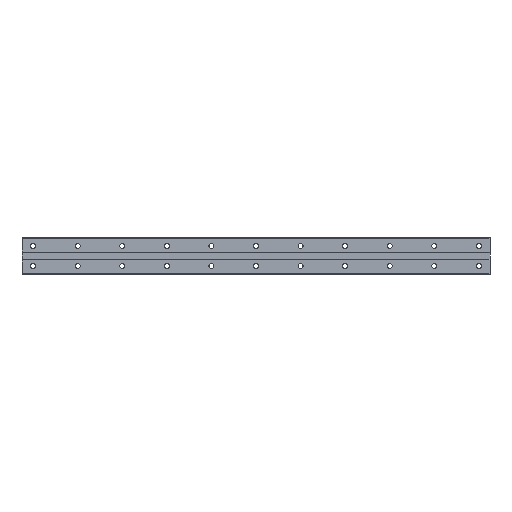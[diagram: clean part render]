
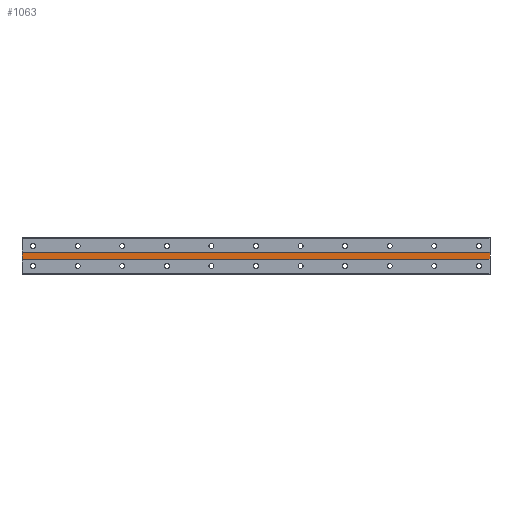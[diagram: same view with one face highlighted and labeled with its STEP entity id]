
A CAD part, front view. The second image highlights one B-rep face of the part: STEP entity #1063.
In plain terms, the highlighted planar face has unit normal (0, -1, 0).
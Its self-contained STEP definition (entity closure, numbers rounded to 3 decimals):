
#119 = VECTOR ( 'NONE', #3469, 1000. ) ;
#134 = EDGE_LOOP ( 'NONE', ( #2821, #4147, #3973, #2034 ) ) ;
#225 = EDGE_CURVE ( 'NONE', #2979, #2188, #1975, .T. ) ;
#235 = VERTEX_POINT ( 'NONE', #2361 ) ;
#269 = AXIS2_PLACEMENT_3D ( 'NONE', #3636, #1917, #3571 ) ;
#573 = CARTESIAN_POINT ( 'NONE',  ( 410., 0.5, -3. ) ) ;
#1063 = ADVANCED_FACE ( 'NONE', ( #1135 ), #2232, .F. ) ;
#1090 = CARTESIAN_POINT ( 'NONE',  ( 410., 0.5, 16.615 ) ) ;
#1135 = FACE_OUTER_BOUND ( 'NONE', #134, .T. ) ;
#1136 = CARTESIAN_POINT ( 'NONE',  ( 410., 0.5, -3. ) ) ;
#1232 = LINE ( 'NONE', #3249, #3653 ) ;
#1427 = CARTESIAN_POINT ( 'NONE',  ( -10., 0.5, 16.615 ) ) ;
#1703 = DIRECTION ( 'NONE',  ( 0., 0., -1. ) ) ;
#1917 = DIRECTION ( 'NONE',  ( 0., 1., 0. ) ) ;
#1975 = LINE ( 'NONE', #573, #2552 ) ;
#2034 = ORIENTED_EDGE ( 'NONE', *, *, #2962, .T. ) ;
#2113 = CARTESIAN_POINT ( 'NONE',  ( -10., 0.5, 3. ) ) ;
#2148 = EDGE_CURVE ( 'NONE', #4387, #235, #1232, .T. ) ;
#2188 = VERTEX_POINT ( 'NONE', #1136 ) ;
#2190 = DIRECTION ( 'NONE',  ( 1., 0., 0. ) ) ;
#2232 = PLANE ( 'NONE',  #269 ) ;
#2361 = CARTESIAN_POINT ( 'NONE',  ( 410., 0.5, 3. ) ) ;
#2522 = EDGE_CURVE ( 'NONE', #235, #2188, #4251, .T. ) ;
#2552 = VECTOR ( 'NONE', #4095, 1000. ) ;
#2821 = ORIENTED_EDGE ( 'NONE', *, *, #225, .T. ) ;
#2962 = EDGE_CURVE ( 'NONE', #4387, #2979, #4198, .T. ) ;
#2979 = VERTEX_POINT ( 'NONE', #3815 ) ;
#3249 = CARTESIAN_POINT ( 'NONE',  ( 410., 0.5, 3. ) ) ;
#3469 = DIRECTION ( 'NONE',  ( 0., 0., -1. ) ) ;
#3571 = DIRECTION ( 'NONE',  ( 0., 0., 1. ) ) ;
#3625 = VECTOR ( 'NONE', #1703, 1000. ) ;
#3636 = CARTESIAN_POINT ( 'NONE',  ( 410., 0.5, 3. ) ) ;
#3653 = VECTOR ( 'NONE', #2190, 1000. ) ;
#3815 = CARTESIAN_POINT ( 'NONE',  ( -10., 0.5, -3. ) ) ;
#3973 = ORIENTED_EDGE ( 'NONE', *, *, #2148, .F. ) ;
#4095 = DIRECTION ( 'NONE',  ( 1., 0., 0. ) ) ;
#4147 = ORIENTED_EDGE ( 'NONE', *, *, #2522, .F. ) ;
#4198 = LINE ( 'NONE', #1427, #3625 ) ;
#4251 = LINE ( 'NONE', #1090, #119 ) ;
#4387 = VERTEX_POINT ( 'NONE', #2113 ) ;
